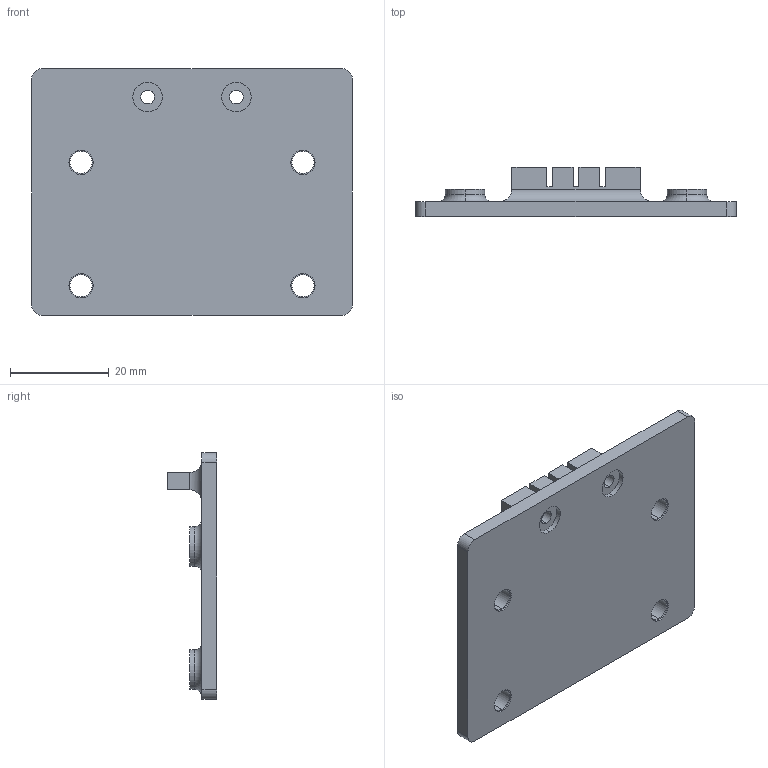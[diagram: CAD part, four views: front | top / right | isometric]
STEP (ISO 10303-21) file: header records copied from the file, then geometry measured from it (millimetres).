
FILE_DESCRIPTION (( 'STEP AP214' ), '1' );
FILE_NAME ('HEL-04-01013-02.step', '2023-07-26T13:43:20', ( '' ), ( '' ), 'SwSTEP 2.0', 'SolidWorks 2021', '' );
FILE_SCHEMA (( 'AUTOMOTIVE_DESIGN' ));
Length unit declared in the file: millimetre
Products named in the file (1): HEL-04-01013-02
Bounding box: 65 x 10 x 50 mm (x, y, z)
Volume: 10445.9 mm3; surface area: 8128.6 mm2
Topology: 1 solids, 1 shells, 81 faces, 192 edges, 124 vertices
Faces by surface type: cylinder 40, plane 33, torus 8
Entity records: 2416 total; most frequent: DIRECTION 440, CARTESIAN_POINT 410, ORIENTED_EDGE 384, EDGE_CURVE 192, AXIS2_PLACEMENT_3D 170, VERTEX_POINT 124, EDGE_LOOP 104, VECTOR 100
